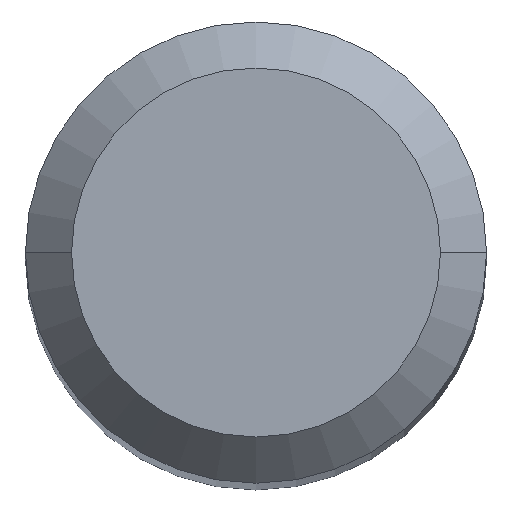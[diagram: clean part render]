
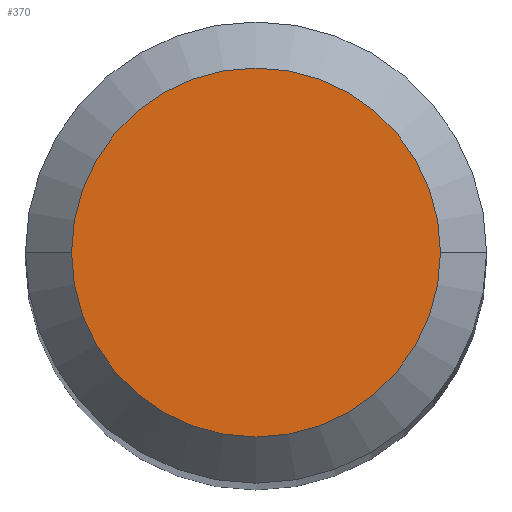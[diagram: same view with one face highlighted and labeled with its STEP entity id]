
A CAD part, top view. The second image highlights one B-rep face of the part: STEP entity #370.
In plain terms, the highlighted planar face has unit normal (0, 0, 1).
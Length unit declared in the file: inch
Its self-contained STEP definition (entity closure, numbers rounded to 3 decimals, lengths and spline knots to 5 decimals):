
#17 = CARTESIAN_POINT ( 'NONE',  ( -0.04724, 0., 0. ) ) ;
#26 = PLANE ( 'NONE',  #196 ) ;
#38 = EDGE_LOOP ( 'NONE', ( #324, #176 ) ) ;
#75 = VERTEX_POINT ( 'NONE', #129 ) ;
#78 = DIRECTION ( 'NONE',  ( 1., 0., 0. ) ) ;
#92 = CARTESIAN_POINT ( 'NONE',  ( 0., 0., 0. ) ) ;
#122 = CARTESIAN_POINT ( 'NONE',  ( 0., 0., 0. ) ) ;
#129 = CARTESIAN_POINT ( 'NONE',  ( 0.04724, 0., 0. ) ) ;
#146 = AXIS2_PLACEMENT_3D ( 'NONE', #92, #465, #165 ) ;
#153 = VERTEX_POINT ( 'NONE', #17 ) ;
#165 = DIRECTION ( 'NONE',  ( 1., 0., 0. ) ) ;
#176 = ORIENTED_EDGE ( 'NONE', *, *, #221, .T. ) ;
#196 = AXIS2_PLACEMENT_3D ( 'NONE', #405, #475, #248 ) ;
#221 = EDGE_CURVE ( 'NONE', #75, #153, #360, .T. ) ;
#248 = DIRECTION ( 'NONE',  ( -1., 0., 0. ) ) ;
#324 = ORIENTED_EDGE ( 'NONE', *, *, #434, .T. ) ;
#328 = AXIS2_PLACEMENT_3D ( 'NONE', #122, #340, #78 ) ;
#331 = FACE_OUTER_BOUND ( 'NONE', #38, .T. ) ;
#340 = DIRECTION ( 'NONE',  ( 0., 0., 1. ) ) ;
#360 = CIRCLE ( 'NONE', #146, 0.04724 ) ;
#370 = ADVANCED_FACE ( 'NONE', ( #331 ), #26, .F. ) ;
#384 = CIRCLE ( 'NONE', #328, 0.04724 ) ;
#405 = CARTESIAN_POINT ( 'NONE',  ( 0., 0., 0. ) ) ;
#434 = EDGE_CURVE ( 'NONE', #153, #75, #384, .T. ) ;
#465 = DIRECTION ( 'NONE',  ( 0., 0., 1. ) ) ;
#475 = DIRECTION ( 'NONE',  ( 0., 0., -1. ) ) ;
